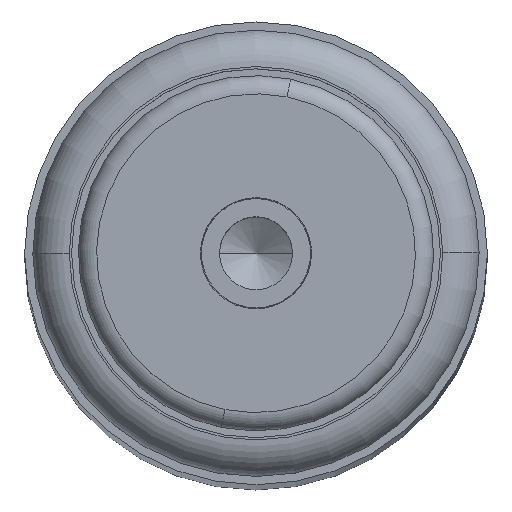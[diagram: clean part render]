
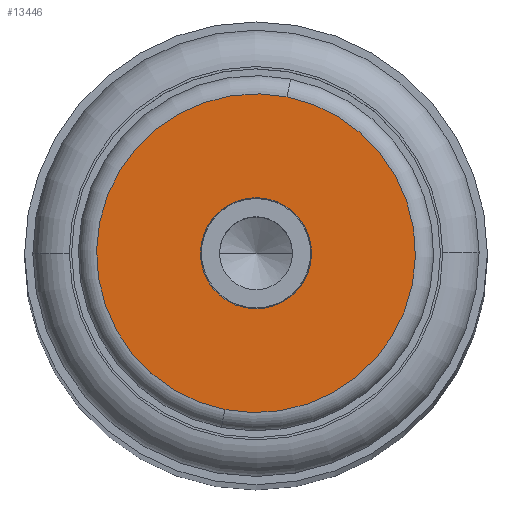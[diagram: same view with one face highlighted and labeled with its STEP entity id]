
A CAD part, top view. The second image highlights one B-rep face of the part: STEP entity #13446.
In plain terms, the highlighted planar face has unit normal (0, 0, 1).
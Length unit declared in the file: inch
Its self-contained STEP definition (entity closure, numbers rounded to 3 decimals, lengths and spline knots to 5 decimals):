
#60 = DIRECTION ( 'NONE',  ( 0., 0., 1. ) ) ;
#247 = EDGE_LOOP ( 'NONE', ( #1160, #16432 ) ) ;
#319 = CIRCLE ( 'NONE', #6056, 0.68898 ) ;
#463 = EDGE_CURVE ( 'NONE', #7095, #7308, #6512, .T. ) ;
#603 = DIRECTION ( 'NONE',  ( 0., 0., 1. ) ) ;
#672 = DIRECTION ( 'NONE',  ( 0.195, 0.981, 0. ) ) ;
#1160 = ORIENTED_EDGE ( 'NONE', *, *, #6727, .T. ) ;
#1226 = DIRECTION ( 'NONE',  ( 0.195, 0.981, 0. ) ) ;
#2771 = DIRECTION ( 'NONE',  ( 0., 0., -1. ) ) ;
#4257 = CARTESIAN_POINT ( 'NONE',  ( 6.42033, 7.34605, 17.28101 ) ) ;
#4971 = VERTEX_POINT ( 'NONE', #8608 ) ;
#5237 = ORIENTED_EDGE ( 'NONE', *, *, #463, .T. ) ;
#6056 = AXIS2_PLACEMENT_3D ( 'NONE', #9044, #60, #10576 ) ;
#6512 = CIRCLE ( 'NONE', #9244, 0.24016 ) ;
#6727 = EDGE_CURVE ( 'NONE', #4971, #16457, #10357, .T. ) ;
#7095 = VERTEX_POINT ( 'NONE', #13977 ) ;
#7308 = VERTEX_POINT ( 'NONE', #15227 ) ;
#7670 = DIRECTION ( 'NONE',  ( 0., 0., 1. ) ) ;
#7842 = CIRCLE ( 'NONE', #9113, 0.24016 ) ;
#8074 = CARTESIAN_POINT ( 'NONE',  ( 6.42033, 7.34605, 17.28101 ) ) ;
#8608 = CARTESIAN_POINT ( 'NONE',  ( 6.28625, 6.67024, 17.28101 ) ) ;
#9044 = CARTESIAN_POINT ( 'NONE',  ( 6.42033, 7.34605, 17.28101 ) ) ;
#9113 = AXIS2_PLACEMENT_3D ( 'NONE', #18695, #9674, #672 ) ;
#9244 = AXIS2_PLACEMENT_3D ( 'NONE', #4257, #2771, #1226 ) ;
#9396 = ORIENTED_EDGE ( 'NONE', *, *, #17724, .T. ) ;
#9674 = DIRECTION ( 'NONE',  ( 0., 0., -1. ) ) ;
#10357 = CIRCLE ( 'NONE', #13657, 0.68898 ) ;
#10576 = DIRECTION ( 'NONE',  ( -0.195, -0.981, 0. ) ) ;
#11098 = EDGE_LOOP ( 'NONE', ( #9396, #5237 ) ) ;
#11127 = DIRECTION ( 'NONE',  ( -0.195, -0.981, 0. ) ) ;
#12088 = CARTESIAN_POINT ( 'NONE',  ( 6.5544, 8.02185, 17.28101 ) ) ;
#13446 = ADVANCED_FACE ( 'NONE', ( #14601, #15088 ), #18620, .T. ) ;
#13657 = AXIS2_PLACEMENT_3D ( 'NONE', #16700, #7670, #18212 ) ;
#13977 = CARTESIAN_POINT ( 'NONE',  ( 6.37359, 7.11048, 17.28101 ) ) ;
#14601 = FACE_BOUND ( 'NONE', #11098, .T. ) ;
#15088 = FACE_OUTER_BOUND ( 'NONE', #247, .T. ) ;
#15227 = CARTESIAN_POINT ( 'NONE',  ( 6.46706, 7.58161, 17.28101 ) ) ;
#16432 = ORIENTED_EDGE ( 'NONE', *, *, #18613, .T. ) ;
#16457 = VERTEX_POINT ( 'NONE', #12088 ) ;
#16700 = CARTESIAN_POINT ( 'NONE',  ( 6.42033, 7.34605, 17.28101 ) ) ;
#17649 = AXIS2_PLACEMENT_3D ( 'NONE', #8074, #603, #11127 ) ;
#17724 = EDGE_CURVE ( 'NONE', #7308, #7095, #7842, .T. ) ;
#18212 = DIRECTION ( 'NONE',  ( -0.195, -0.981, 0. ) ) ;
#18613 = EDGE_CURVE ( 'NONE', #16457, #4971, #319, .T. ) ;
#18620 = PLANE ( 'NONE',  #17649 ) ;
#18695 = CARTESIAN_POINT ( 'NONE',  ( 6.42033, 7.34605, 17.28101 ) ) ;
